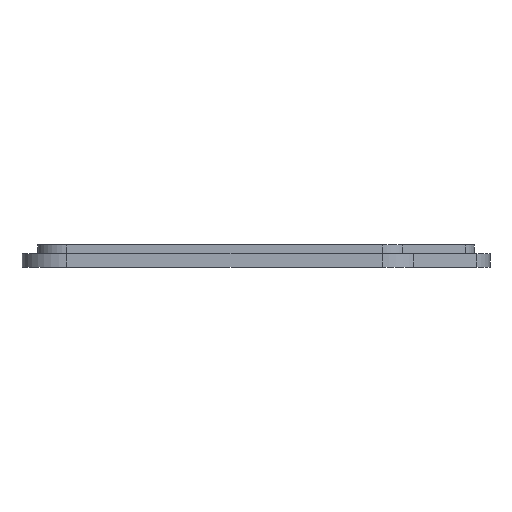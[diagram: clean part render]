
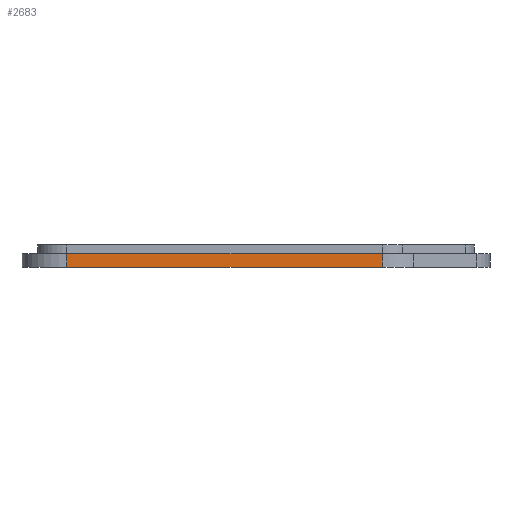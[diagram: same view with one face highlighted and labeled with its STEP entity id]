
A CAD part, left-side view. The second image highlights one B-rep face of the part: STEP entity #2683.
In plain terms, the highlighted planar face has unit normal (-1, 0, 0).
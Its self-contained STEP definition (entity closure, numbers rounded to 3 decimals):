
#125 = VECTOR ( 'NONE', #2820, 1000. ) ;
#481 = ORIENTED_EDGE ( 'NONE', *, *, #4642, .T. ) ;
#511 = DIRECTION ( 'NONE',  ( 1., 0., 0. ) ) ;
#740 = VECTOR ( 'NONE', #5327, 1000. ) ;
#1072 = VERTEX_POINT ( 'NONE', #2500 ) ;
#1316 = CARTESIAN_POINT ( 'NONE',  ( -110., 42.5, 0. ) ) ;
#1578 = CARTESIAN_POINT ( 'NONE',  ( -110., 42.5, 5. ) ) ;
#1666 = ORIENTED_EDGE ( 'NONE', *, *, #3606, .F. ) ;
#1740 = CARTESIAN_POINT ( 'NONE',  ( -110., -28.358, 3. ) ) ;
#1935 = LINE ( 'NONE', #1578, #740 ) ;
#2143 = VERTEX_POINT ( 'NONE', #2218 ) ;
#2161 = CARTESIAN_POINT ( 'NONE',  ( -110., -28.358, 5. ) ) ;
#2193 = VECTOR ( 'NONE', #2809, 1000. ) ;
#2218 = CARTESIAN_POINT ( 'NONE',  ( -110., 42.5, 3. ) ) ;
#2500 = CARTESIAN_POINT ( 'NONE',  ( -110., -28.358, 0. ) ) ;
#2617 = CARTESIAN_POINT ( 'NONE',  ( -110., -28.358, 5. ) ) ;
#2683 = ADVANCED_FACE ( 'NONE', ( #3280 ), #4665, .F. ) ;
#2803 = CARTESIAN_POINT ( 'NONE',  ( -110., -28.358, 0. ) ) ;
#2809 = DIRECTION ( 'NONE',  ( 0., -1., 0. ) ) ;
#2820 = DIRECTION ( 'NONE',  ( 0., -1., 0. ) ) ;
#2958 = EDGE_LOOP ( 'NONE', ( #4311, #481, #3892, #1666 ) ) ;
#3091 = EDGE_CURVE ( 'NONE', #5156, #1072, #3652, .T. ) ;
#3207 = VECTOR ( 'NONE', #3435, 1000. ) ;
#3280 = FACE_OUTER_BOUND ( 'NONE', #2958, .T. ) ;
#3435 = DIRECTION ( 'NONE',  ( 0., 0., -1. ) ) ;
#3606 = EDGE_CURVE ( 'NONE', #5077, #1072, #4699, .T. ) ;
#3652 = LINE ( 'NONE', #2803, #125 ) ;
#3779 = DIRECTION ( 'NONE',  ( 0., 0., -1. ) ) ;
#3892 = ORIENTED_EDGE ( 'NONE', *, *, #3091, .T. ) ;
#4311 = ORIENTED_EDGE ( 'NONE', *, *, #4426, .F. ) ;
#4426 = EDGE_CURVE ( 'NONE', #2143, #5077, #5316, .T. ) ;
#4642 = EDGE_CURVE ( 'NONE', #2143, #5156, #1935, .T. ) ;
#4665 = PLANE ( 'NONE',  #5279 ) ;
#4699 = LINE ( 'NONE', #2617, #3207 ) ;
#4820 = CARTESIAN_POINT ( 'NONE',  ( -110., 42.5, 3. ) ) ;
#5077 = VERTEX_POINT ( 'NONE', #1740 ) ;
#5156 = VERTEX_POINT ( 'NONE', #1316 ) ;
#5279 = AXIS2_PLACEMENT_3D ( 'NONE', #2161, #511, #3779 ) ;
#5316 = LINE ( 'NONE', #4820, #2193 ) ;
#5327 = DIRECTION ( 'NONE',  ( 0., 0., -1. ) ) ;
